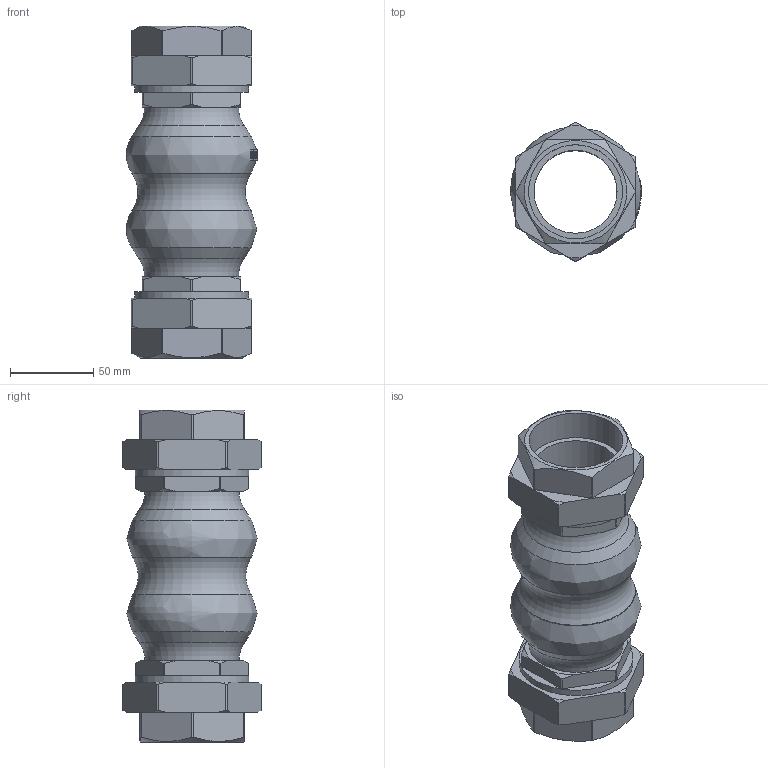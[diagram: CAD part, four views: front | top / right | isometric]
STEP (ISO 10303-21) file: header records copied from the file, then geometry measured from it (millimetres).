
FILE_DESCRIPTION(/* description */ (''),/* implementation_level */ '2;1');
FILE_NAME(/* name */ 'DN50_3D_STEP.stp',/* time_stamp */ '2025-04-17T16:06:51+03:00',/* author */ ('igorr'),/* organization */ (''),/* preprocessor_version */ 'ST-DEVELOPER v20',/* originating_system */ 'Autodesk Inventor 2025',/* authorisation */ '');
FILE_SCHEMA (('AUTOMOTIVE_DESIGN { 1 0 10303 214 3 1 1 }'));
Length unit declared in the file: millimetre
Products named in the file (1): Деталь1
Bounding box: 79.01 x 83.59 x 200 mm (x, y, z)
Volume: 348108.6 mm3; surface area: 87170 mm2
Topology: 1 solids, 1 shells, 203 faces, 552 edges, 368 vertices
Faces by surface type: plane 85, cone 42, cylinder 41, bspline 32, torus 3
Full cylindrical faces by diameter (mm): 50 x1, 56.656 x2, 68.656 x2
Entity records: 7703 total; most frequent: CARTESIAN_POINT 2780, ORIENTED_EDGE 1104, DIRECTION 809, EDGE_CURVE 552, VERTEX_POINT 368, AXIS2_PLACEMENT_3D 303, EDGE_LOOP 222, STYLED_ITEM 204
